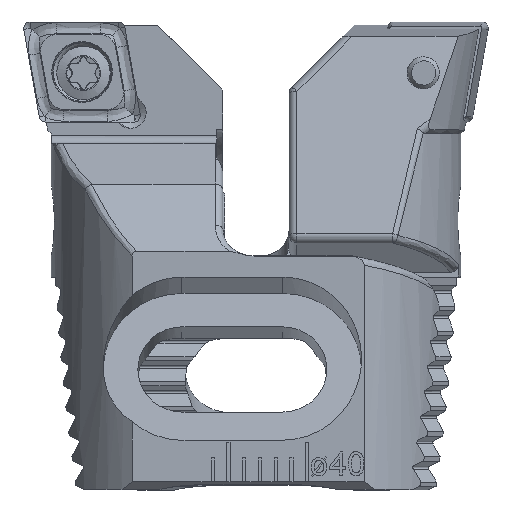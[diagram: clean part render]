
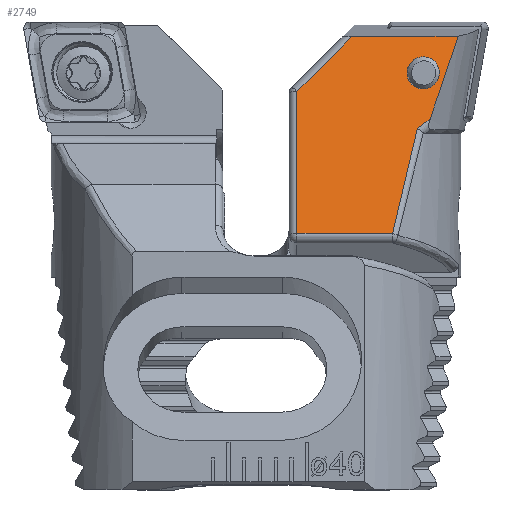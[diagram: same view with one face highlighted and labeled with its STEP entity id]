
A CAD part, top view. The second image highlights one B-rep face of the part: STEP entity #2749.
In plain terms, the highlighted face is planar.
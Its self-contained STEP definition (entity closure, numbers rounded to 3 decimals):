
#21 = VERTEX_POINT ( 'NONE', #5801 ) ;
#93 = ORIENTED_EDGE ( 'NONE', *, *, #658, .T. ) ;
#134 = EDGE_CURVE ( 'NONE', #2581, #3175, #2435, .T. ) ;
#304 = VERTEX_POINT ( 'NONE', #1614 ) ;
#315 = CARTESIAN_POINT ( 'NONE',  ( 18.197, -10.459, -8.473 ) ) ;
#424 = DIRECTION ( 'NONE',  ( -1., 0.007, 0.002 ) ) ;
#516 = CARTESIAN_POINT ( 'NONE',  ( 4.346, -4.248, -6.809 ) ) ;
#658 = EDGE_CURVE ( 'NONE', #2550, #21, #12384, .T. ) ;
#767 = ORIENTED_EDGE ( 'NONE', *, *, #12101, .T. ) ;
#796 = VERTEX_POINT ( 'NONE', #6996 ) ;
#929 = VERTEX_POINT ( 'NONE', #9137 ) ;
#992 = ORIENTED_EDGE ( 'NONE', *, *, #7797, .T. ) ;
#1118 = CARTESIAN_POINT ( 'NONE',  ( 4.23, -6.572, -7.432 ) ) ;
#1300 = LINE ( 'NONE', #2564, #4167 ) ;
#1614 = CARTESIAN_POINT ( 'NONE',  ( 4.503, -6.763, -7.483 ) ) ;
#1792 =( BOUNDED_CURVE ( )  B_SPLINE_CURVE ( 3, ( #2628, #9334, #3420, #11273 ),
 .UNSPECIFIED., .F., .F. ) 
 B_SPLINE_CURVE_WITH_KNOTS ( ( 4, 4 ),
 ( 3.891, 4.09 ),
 .UNSPECIFIED. ) 
 CURVE ( )  GEOMETRIC_REPRESENTATION_ITEM ( )  RATIONAL_B_SPLINE_CURVE ( ( 1., 0.997, 0.997, 1. ) ) 
 REPRESENTATION_ITEM ( '' )  );
#1984 = FACE_OUTER_BOUND ( 'NONE', #3023, .T. ) ;
#2142 = VECTOR ( 'NONE', #10827, 1000. ) ;
#2333 = CARTESIAN_POINT ( 'NONE',  ( 3.691, -6.18, -7.327 ) ) ;
#2435 = LINE ( 'NONE', #315, #2142 ) ;
#2484 = CARTESIAN_POINT ( 'NONE',  ( 3.08, -4.492, -6.874 ) ) ;
#2517 = CARTESIAN_POINT ( 'NONE',  ( 3.924, -2.236, -6.27 ) ) ;
#2550 = VERTEX_POINT ( 'NONE', #2333 ) ;
#2564 = CARTESIAN_POINT ( 'NONE',  ( 12.15, -0.147, -5.71 ) ) ;
#2565 = VECTOR ( 'NONE', #424, 1000. ) ;
#2581 = VERTEX_POINT ( 'NONE', #11884 ) ;
#2628 = CARTESIAN_POINT ( 'NONE',  ( 6.078, -13.434, -9.271 ) ) ;
#2662 = EDGE_CURVE ( 'NONE', #929, #929, #3675, .T. ) ;
#2749 = ADVANCED_FACE ( 'NONE', ( #3835, #1984 ), #2935, .F. ) ;
#2753 = ORIENTED_EDGE ( 'NONE', *, *, #134, .T. ) ;
#2935 = PLANE ( 'NONE',  #9817 ) ;
#2972 = CARTESIAN_POINT ( 'NONE',  ( 3.96, -6.377, -7.38 ) ) ;
#3023 = EDGE_LOOP ( 'NONE', ( #7641, #93, #3515, #2753, #9191, #767, #992 ) ) ;
#3175 = VERTEX_POINT ( 'NONE', #11321 ) ;
#3397 = CARTESIAN_POINT ( 'NONE',  ( 2.336, -4.641, -6.914 ) ) ;
#3420 = CARTESIAN_POINT ( 'NONE',  ( 4.968, -9.178, -8.13 ) ) ;
#3515 = ORIENTED_EDGE ( 'NONE', *, *, #4978, .F. ) ;
#3675 =( BOUNDED_CURVE ( )  B_SPLINE_CURVE ( 3, ( #2517, #6231, #3397, #516, #7264, #8217, #9185 ),
 .UNSPECIFIED., .T., .T. ) 
 B_SPLINE_CURVE_WITH_KNOTS ( ( 4, 3, 4 ),
 ( 0., 3.142, 6.283 ),
 .UNSPECIFIED. ) 
 CURVE ( )  GEOMETRIC_REPRESENTATION_ITEM ( )  RATIONAL_B_SPLINE_CURVE ( ( 1., 0.333, 0.333, 1., 0.333, 0.333, 1. ) ) 
 REPRESENTATION_ITEM ( '' )  );
#3835 = FACE_BOUND ( 'NONE', #4151, .T. ) ;
#4151 = EDGE_LOOP ( 'NONE', ( #8679 ) ) ;
#4167 = VECTOR ( 'NONE', #9273, 1000. ) ;
#4419 = CARTESIAN_POINT ( 'NONE',  ( 3.691, -6.18, -7.327 ) ) ;
#4709 = CARTESIAN_POINT ( 'NONE',  ( 4.503, -6.763, -7.483 ) ) ;
#4841 = CARTESIAN_POINT ( 'NONE',  ( 29.25, -0.147, -5.71 ) ) ;
#4978 = EDGE_CURVE ( 'NONE', #2581, #21, #4998, .T. ) ;
#4998 = LINE ( 'NONE', #6090, #2565 ) ;
#5055 = CARTESIAN_POINT ( 'NONE',  ( 3.691, -6.18, -7.327 ) ) ;
#5469 = CARTESIAN_POINT ( 'NONE',  ( 1.912, -0.914, -5.916 ) ) ;
#5801 = CARTESIAN_POINT ( 'NONE',  ( 1.912, -0.914, -5.916 ) ) ;
#6090 = CARTESIAN_POINT ( 'NONE',  ( 29.243, -1.096, -5.965 ) ) ;
#6106 = LINE ( 'NONE', #7405, #8972 ) ;
#6231 = CARTESIAN_POINT ( 'NONE',  ( 1.915, -2.629, -6.375 ) ) ;
#6404 = CARTESIAN_POINT ( 'NONE',  ( 6.078, -13.434, -9.271 ) ) ;
#6565 = DIRECTION ( 'NONE',  ( -1., 0., 0. ) ) ;
#6996 = CARTESIAN_POINT ( 'NONE',  ( 12.15, -13.434, -9.271 ) ) ;
#7264 = CARTESIAN_POINT ( 'NONE',  ( 6.355, -3.855, -6.704 ) ) ;
#7266 = B_SPLINE_CURVE_WITH_KNOTS ( 'NONE', 3,
 ( #4709, #1118, #2972, #5055 ),
 .UNSPECIFIED., .F., .F.,
 ( 4, 4 ),
 ( 0., 0.001 ),
 .UNSPECIFIED. ) ;
#7294 = EDGE_CURVE ( 'NONE', #3175, #796, #1300, .T. ) ;
#7334 = CARTESIAN_POINT ( 'NONE',  ( 2.486, -2.734, -6.404 ) ) ;
#7405 = CARTESIAN_POINT ( 'NONE',  ( 29.25, -13.434, -9.271 ) ) ;
#7641 = ORIENTED_EDGE ( 'NONE', *, *, #10433, .T. ) ;
#7797 = EDGE_CURVE ( 'NONE', #10251, #304, #1792, .T. ) ;
#8217 = CARTESIAN_POINT ( 'NONE',  ( 5.933, -1.843, -6.165 ) ) ;
#8679 = ORIENTED_EDGE ( 'NONE', *, *, #2662, .T. ) ;
#8699 = DIRECTION ( 'NONE',  ( 0., -0.259, 0.966 ) ) ;
#8735 = DIRECTION ( 'NONE',  ( 0., -0.966, -0.259 ) ) ;
#8972 = VECTOR ( 'NONE', #6565, 1000. ) ;
#9137 = CARTESIAN_POINT ( 'NONE',  ( 3.924, -2.236, -6.27 ) ) ;
#9185 = CARTESIAN_POINT ( 'NONE',  ( 3.924, -2.236, -6.27 ) ) ;
#9191 = ORIENTED_EDGE ( 'NONE', *, *, #7294, .T. ) ;
#9273 = DIRECTION ( 'NONE',  ( 0., -0.966, -0.259 ) ) ;
#9334 = CARTESIAN_POINT ( 'NONE',  ( 5.495, -11.409, -8.728 ) ) ;
#9817 = AXIS2_PLACEMENT_3D ( 'NONE', #4841, #8699, #8735 ) ;
#10251 = VERTEX_POINT ( 'NONE', #6404 ) ;
#10433 = EDGE_CURVE ( 'NONE', #304, #2550, #7266, .T. ) ;
#10827 = DIRECTION ( 'NONE',  ( 0.695, -0.695, -0.186 ) ) ;
#11273 = CARTESIAN_POINT ( 'NONE',  ( 4.503, -6.763, -7.483 ) ) ;
#11321 = CARTESIAN_POINT ( 'NONE',  ( 12.15, -4.413, -6.853 ) ) ;
#11884 = CARTESIAN_POINT ( 'NONE',  ( 8.697, -0.959, -5.928 ) ) ;
#12101 = EDGE_CURVE ( 'NONE', #796, #10251, #6106, .T. ) ;
#12384 =( BOUNDED_CURVE ( )  B_SPLINE_CURVE ( 3, ( #4419, #2484, #7334, #5469 ),
 .UNSPECIFIED., .F., .T. ) 
 B_SPLINE_CURVE_WITH_KNOTS ( ( 4, 4 ),
 ( 4.16, 4.286 ),
 .UNSPECIFIED. ) 
 CURVE ( )  GEOMETRIC_REPRESENTATION_ITEM ( )  RATIONAL_B_SPLINE_CURVE ( ( 1., 0.999, 0.999, 1. ) ) 
 REPRESENTATION_ITEM ( '' )  );
